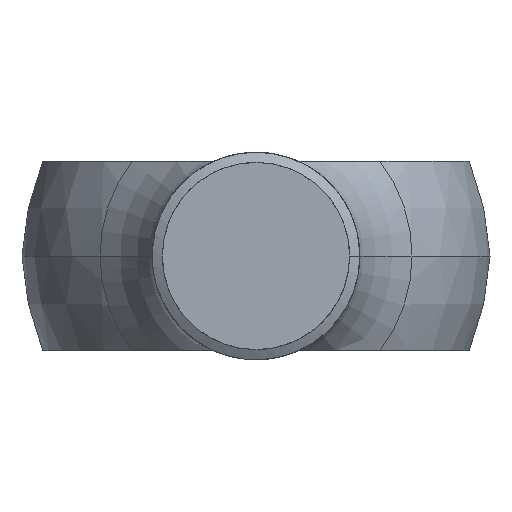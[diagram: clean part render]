
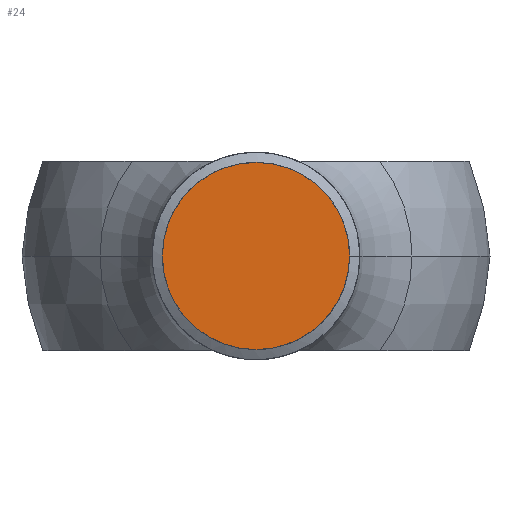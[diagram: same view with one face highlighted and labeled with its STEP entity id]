
A CAD part, front view. The second image highlights one B-rep face of the part: STEP entity #24.
In plain terms, the highlighted planar face has unit normal (0, -1, 0).
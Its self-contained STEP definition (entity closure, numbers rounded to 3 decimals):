
#24 = ADVANCED_FACE ( 'NONE', ( #3290 ), #5064, .T. ) ;
#33 = EDGE_CURVE ( 'NONE', #3612, #5820, #3451, .T. ) ;
#666 = CARTESIAN_POINT ( 'NONE',  ( 5., 0., 0. ) ) ;
#857 = AXIS2_PLACEMENT_3D ( 'NONE', #5435, #1333, #1412 ) ;
#1333 = DIRECTION ( 'NONE',  ( 0., 1., 0. ) ) ;
#1412 = DIRECTION ( 'NONE',  ( -1., 0., 0. ) ) ;
#1948 = CARTESIAN_POINT ( 'NONE',  ( 0., 0., 0. ) ) ;
#2324 = DIRECTION ( 'NONE',  ( 0., 1., 0. ) ) ;
#2762 = ORIENTED_EDGE ( 'NONE', *, *, #33, .F. ) ;
#3196 = DIRECTION ( 'NONE',  ( 1., 0., 0. ) ) ;
#3256 = DIRECTION ( 'NONE',  ( 0., -1., 0. ) ) ;
#3290 = FACE_OUTER_BOUND ( 'NONE', #3770, .T. ) ;
#3451 = CIRCLE ( 'NONE', #5631, 5. ) ;
#3612 = VERTEX_POINT ( 'NONE', #5348 ) ;
#3770 = EDGE_LOOP ( 'NONE', ( #4000, #2762 ) ) ;
#4000 = ORIENTED_EDGE ( 'NONE', *, *, #5270, .F. ) ;
#4612 = DIRECTION ( 'NONE',  ( -1., 0., 0. ) ) ;
#4794 = CIRCLE ( 'NONE', #857, 5. ) ;
#5064 = PLANE ( 'NONE',  #5346 ) ;
#5270 = EDGE_CURVE ( 'NONE', #5820, #3612, #4794, .T. ) ;
#5346 = AXIS2_PLACEMENT_3D ( 'NONE', #5472, #3256, #3196 ) ;
#5348 = CARTESIAN_POINT ( 'NONE',  ( -5., 0., 0. ) ) ;
#5435 = CARTESIAN_POINT ( 'NONE',  ( 0., 0., 0. ) ) ;
#5472 = CARTESIAN_POINT ( 'NONE',  ( 0., 0., 0. ) ) ;
#5631 = AXIS2_PLACEMENT_3D ( 'NONE', #1948, #2324, #4612 ) ;
#5820 = VERTEX_POINT ( 'NONE', #666 ) ;
